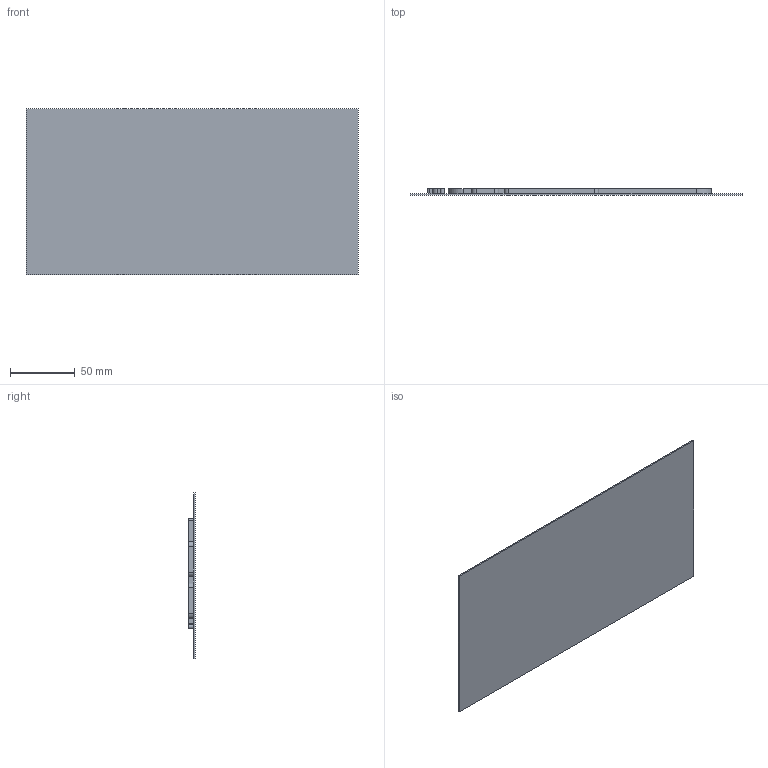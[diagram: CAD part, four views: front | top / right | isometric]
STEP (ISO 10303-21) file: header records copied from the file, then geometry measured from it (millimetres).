
FILE_DESCRIPTION (( 'STEP AP214' ), '1' );
FILE_NAME ('BUtil_DefaultShaderPacksIcon.STEP', '2025-07-26T10:28:35', ( '' ), ( '' ), 'SwSTEP 2.0', 'SolidWorks 2024', '' );
FILE_SCHEMA (( 'AUTOMOTIVE_DESIGN' ));
Length unit declared in the file: millimetre
Products named in the file (1): BUtil_DefaultShaderPacksIcon
Bounding box: 256 x 5 x 128 mm (x, y, z)
Volume: 53696.8 mm3; surface area: 79611.1 mm2
Topology: 1 solids, 1 shells, 223 faces, 552 edges, 368 vertices
Faces by surface type: plane 135, cylinder 88
Entity records: 6665 total; most frequent: DIRECTION 1176, CARTESIAN_POINT 1144, ORIENTED_EDGE 1104, EDGE_CURVE 552, AXIS2_PLACEMENT_3D 400, LINE 376, VECTOR 376, VERTEX_POINT 368
